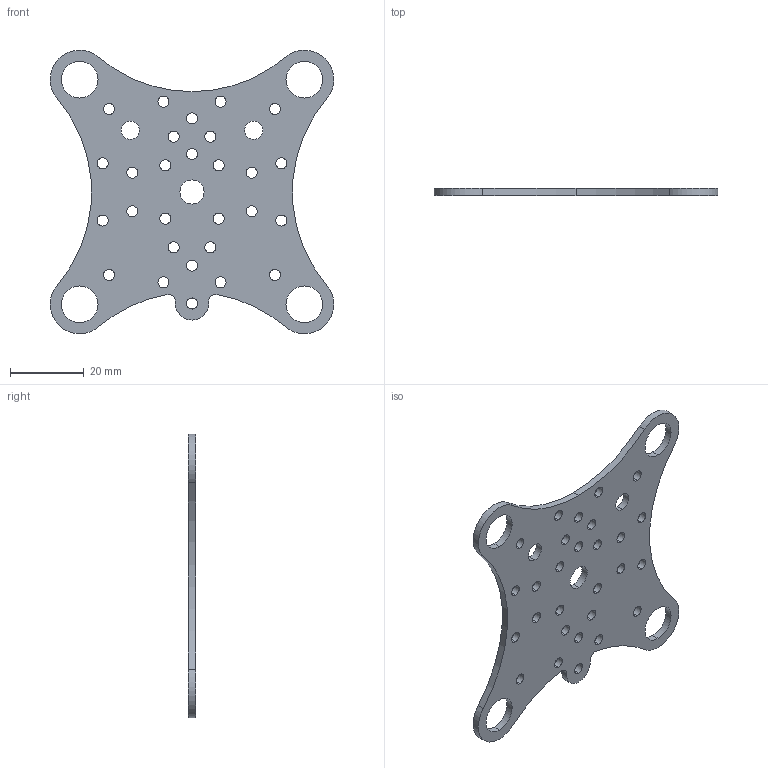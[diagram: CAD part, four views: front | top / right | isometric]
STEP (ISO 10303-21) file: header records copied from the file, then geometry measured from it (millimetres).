
FILE_DESCRIPTION (( 'STEP AP203' ), '1' );
FILE_NAME ('Vibration bottom plate_Default_sldprt.STEP', '2021-02-13T10:56:56', ( '' ), ( '' ), 'SwSTEP 2.0', 'SolidWorks 2019', '' );
FILE_SCHEMA (( 'CONFIG_CONTROL_DESIGN' ));
Length unit declared in the file: metre
Products named in the file (1): Vibration bottom plate_Default_sldprt
Bounding box: 76.98 x 2 x 76.99 mm (x, y, z)
Volume: 7286.5 mm3; surface area: 8817.9 mm2
Topology: 1 solids, 1 shells, 88 faces, 258 edges, 172 vertices
Faces by surface type: cylinder 86, plane 2
Entity records: 3251 total; most frequent: DIRECTION 608, CARTESIAN_POINT 519, ORIENTED_EDGE 516, AXIS2_PLACEMENT_3D 261, EDGE_CURVE 258, VERTEX_POINT 172, CIRCLE 172, EDGE_LOOP 158
